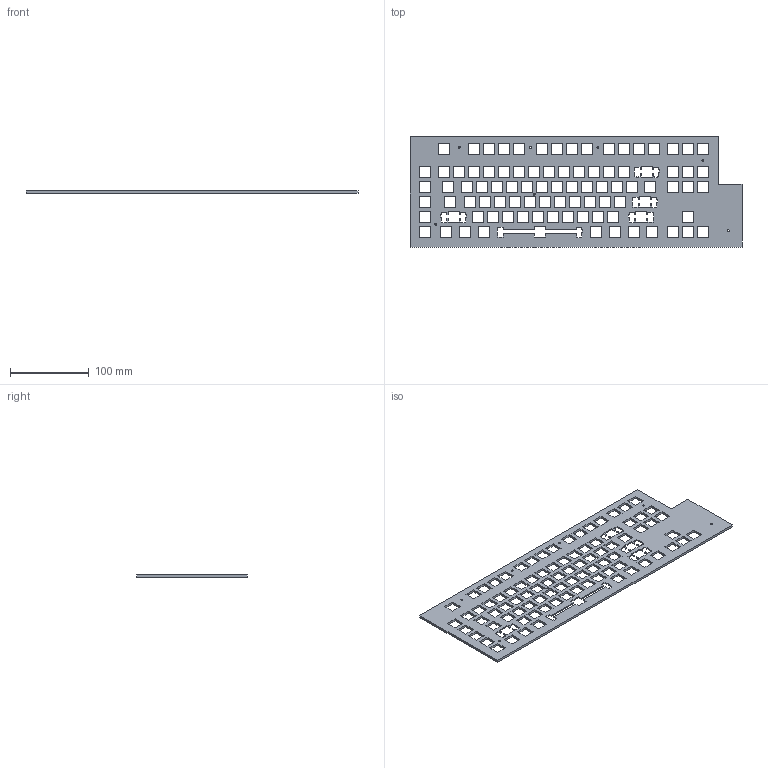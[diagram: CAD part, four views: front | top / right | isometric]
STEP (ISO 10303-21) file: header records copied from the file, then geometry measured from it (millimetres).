
FILE_DESCRIPTION(/* description */ (''),/* implementation_level */ '2;1');
FILE_NAME(/* name */ 'keyboard_top_plate.step',/* time_stamp */ '2025-07-02T11:53:42+02:00',/* author */ (''),/* organization */ (''),/* preprocessor_version */ 'ST-DEVELOPER v20.1',/* originating_system */ 'Autodesk Translation Framework v14.4.0.0',/* authorisation */ '');
FILE_SCHEMA (('AUTOMOTIVE_DESIGN { 1 0 10303 214 3 1 1 }'));
Length unit declared in the file: millimetre
Products named in the file (1): (Unsaved)
Bounding box: 421.47 x 139.83 x 3 mm (x, y, z)
Volume: 108865.9 mm3; surface area: 95842.2 mm2
Topology: 1 solids, 1 shells, 567 faces, 1683 edges, 1122 vertices
Faces by surface type: plane 560, cylinder 7
Full cylindrical faces by diameter (mm): 2.5 x7
Entity records: 19009 total; most frequent: CARTESIAN_POINT 3373, ORIENTED_EDGE 3366, DIRECTION 2833, EDGE_CURVE 1683, LINE 1669, VECTOR 1669, VERTEX_POINT 1122, EDGE_LOOP 769
